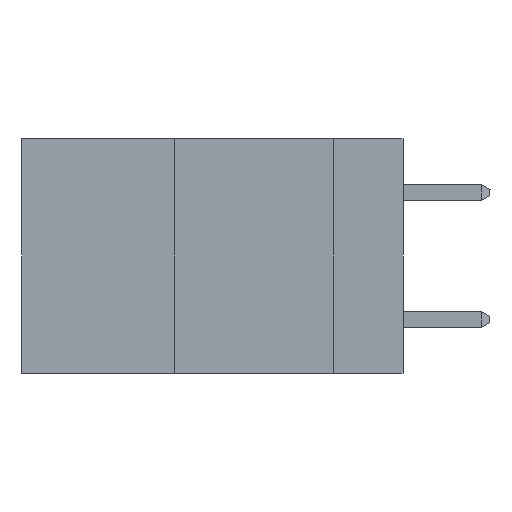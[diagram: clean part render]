
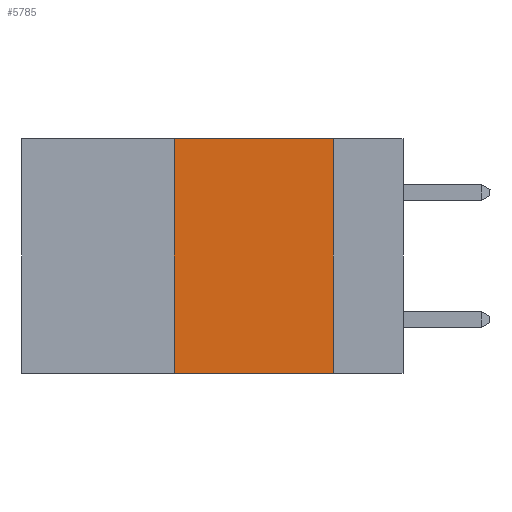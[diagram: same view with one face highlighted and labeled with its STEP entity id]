
A CAD part, left-side view. The second image highlights one B-rep face of the part: STEP entity #5785.
In plain terms, the highlighted planar face has unit normal (-1, 0, 0).
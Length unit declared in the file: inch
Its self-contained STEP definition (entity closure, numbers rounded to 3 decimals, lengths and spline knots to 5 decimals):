
#1179 = PLANE ( 'NONE',  #10119 ) ;
#2202 = CARTESIAN_POINT ( 'NONE',  ( 0., 0.6, -0.37 ) ) ;
#2256 = EDGE_CURVE ( 'NONE', #9521, #15125, #20483, .T. ) ;
#2975 = DIRECTION ( 'NONE',  ( 0., 0., -1. ) ) ;
#4089 = DIRECTION ( 'NONE',  ( 0., -1., 0. ) ) ;
#5013 = CARTESIAN_POINT ( 'NONE',  ( 0., 0.6, 0. ) ) ;
#5394 = ORIENTED_EDGE ( 'NONE', *, *, #2256, .F. ) ;
#5785 = ADVANCED_FACE ( 'NONE', ( #12164 ), #1179, .F. ) ;
#5909 = LINE ( 'NONE', #15474, #18343 ) ;
#6293 = DIRECTION ( 'NONE',  ( 0., -1., 0. ) ) ;
#7416 = CARTESIAN_POINT ( 'NONE',  ( 0., 0.11, 0. ) ) ;
#8043 = VECTOR ( 'NONE', #11889, 39.37008 ) ;
#8830 = LINE ( 'NONE', #2202, #16627 ) ;
#9521 = VERTEX_POINT ( 'NONE', #7416 ) ;
#9825 = CARTESIAN_POINT ( 'NONE',  ( 0., 0.36, 0. ) ) ;
#10119 = AXIS2_PLACEMENT_3D ( 'NONE', #5013, #15975, #2975 ) ;
#10267 = ORIENTED_EDGE ( 'NONE', *, *, #23688, .F. ) ;
#10734 = VERTEX_POINT ( 'NONE', #9825 ) ;
#11257 = EDGE_LOOP ( 'NONE', ( #5394, #10267, #11479, #19419 ) ) ;
#11479 = ORIENTED_EDGE ( 'NONE', *, *, #22747, .F. ) ;
#11889 = DIRECTION ( 'NONE',  ( 0., 0., -1. ) ) ;
#12164 = FACE_OUTER_BOUND ( 'NONE', #11257, .T. ) ;
#12859 = VECTOR ( 'NONE', #20478, 39.37008 ) ;
#14369 = EDGE_CURVE ( 'NONE', #20087, #15125, #8830, .T. ) ;
#15125 = VERTEX_POINT ( 'NONE', #16615 ) ;
#15177 = LINE ( 'NONE', #16794, #12859 ) ;
#15474 = CARTESIAN_POINT ( 'NONE',  ( 0., 0.6, 0. ) ) ;
#15975 = DIRECTION ( 'NONE',  ( 1., 0., 0. ) ) ;
#16615 = CARTESIAN_POINT ( 'NONE',  ( 0., 0.11, -0.37 ) ) ;
#16627 = VECTOR ( 'NONE', #4089, 39.37008 ) ;
#16794 = CARTESIAN_POINT ( 'NONE',  ( 0., 0.36, 0. ) ) ;
#18054 = CARTESIAN_POINT ( 'NONE',  ( 0., 0.36, -0.37 ) ) ;
#18343 = VECTOR ( 'NONE', #6293, 39.37008 ) ;
#19419 = ORIENTED_EDGE ( 'NONE', *, *, #14369, .T. ) ;
#20087 = VERTEX_POINT ( 'NONE', #18054 ) ;
#20478 = DIRECTION ( 'NONE',  ( 0., 0., 1. ) ) ;
#20483 = LINE ( 'NONE', #20964, #8043 ) ;
#20964 = CARTESIAN_POINT ( 'NONE',  ( 0., 0.11, 0. ) ) ;
#22747 = EDGE_CURVE ( 'NONE', #20087, #10734, #15177, .T. ) ;
#23688 = EDGE_CURVE ( 'NONE', #10734, #9521, #5909, .T. ) ;
